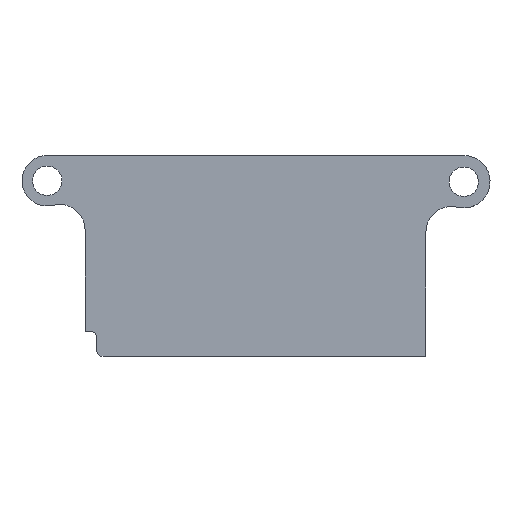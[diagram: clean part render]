
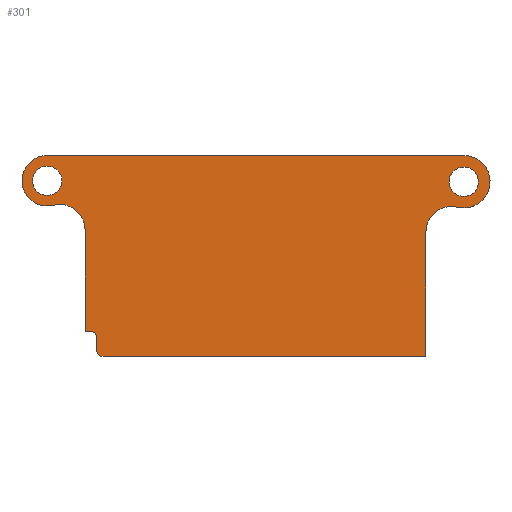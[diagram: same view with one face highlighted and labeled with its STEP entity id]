
A CAD part, top view. The second image highlights one B-rep face of the part: STEP entity #301.
In plain terms, the highlighted planar face has unit normal (0, 0, 1).
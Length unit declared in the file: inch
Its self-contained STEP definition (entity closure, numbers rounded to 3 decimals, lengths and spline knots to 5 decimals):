
#21=PLANE('',#335);
#27=LINE('',#452,#51);
#30=LINE('',#458,#54);
#35=LINE('',#476,#59);
#40=LINE('',#494,#64);
#43=LINE('',#500,#67);
#46=LINE('',#509,#70);
#51=VECTOR('',#363,1.60057);
#54=VECTOR('',#368,0.61845);
#59=VECTOR('',#387,2.06492);
#64=VECTOR('',#406,0.50487);
#67=VECTOR('',#411,0.02685);
#70=VECTOR('',#422,0.06124);
#73=FACE_BOUND('',#110,.T.);
#74=FACE_BOUND('',#111,.T.);
#91=FACE_OUTER_BOUND('',#109,.T.);
#109=EDGE_LOOP('',(#251,#252,#253,#254,#255,#256,#257,#258,#259,#260,#261,
#262));
#110=EDGE_LOOP('',(#263));
#111=EDGE_LOOP('',(#264));
#116=CIRCLE('',#307,0.073);
#118=CIRCLE('',#310,0.073);
#120=CIRCLE('',#313,0.03125);
#122=CIRCLE('',#318,0.125);
#124=CIRCLE('',#321,0.13);
#126=CIRCLE('',#325,0.125);
#128=CIRCLE('',#328,0.125);
#130=CIRCLE('',#333,0.03125);
#132=VERTEX_POINT('',#431);
#134=VERTEX_POINT('',#436);
#137=VERTEX_POINT('',#442);
#138=VERTEX_POINT('',#444);
#140=VERTEX_POINT('',#450);
#142=VERTEX_POINT('',#456);
#144=VERTEX_POINT('',#462);
#146=VERTEX_POINT('',#468);
#148=VERTEX_POINT('',#474);
#150=VERTEX_POINT('',#480);
#152=VERTEX_POINT('',#486);
#154=VERTEX_POINT('',#492);
#156=VERTEX_POINT('',#498);
#158=VERTEX_POINT('',#504);
#160=EDGE_CURVE('',#132,#132,#116,.T.);
#162=EDGE_CURVE('',#134,#134,#118,.T.);
#165=EDGE_CURVE('',#137,#138,#120,.T.);
#169=EDGE_CURVE('',#140,#137,#27,.T.);
#172=EDGE_CURVE('',#142,#140,#30,.T.);
#175=EDGE_CURVE('',#144,#142,#122,.T.);
#178=EDGE_CURVE('',#146,#144,#124,.T.);
#181=EDGE_CURVE('',#148,#146,#35,.T.);
#184=EDGE_CURVE('',#150,#148,#126,.T.);
#187=EDGE_CURVE('',#152,#150,#128,.T.);
#190=EDGE_CURVE('',#154,#152,#40,.T.);
#193=EDGE_CURVE('',#156,#154,#43,.T.);
#196=EDGE_CURVE('',#158,#156,#130,.T.);
#198=EDGE_CURVE('',#138,#158,#46,.T.);
#251=ORIENTED_EDGE('',*,*,#181,.F.);
#252=ORIENTED_EDGE('',*,*,#184,.F.);
#253=ORIENTED_EDGE('',*,*,#187,.F.);
#254=ORIENTED_EDGE('',*,*,#190,.F.);
#255=ORIENTED_EDGE('',*,*,#193,.F.);
#256=ORIENTED_EDGE('',*,*,#196,.F.);
#257=ORIENTED_EDGE('',*,*,#198,.F.);
#258=ORIENTED_EDGE('',*,*,#165,.F.);
#259=ORIENTED_EDGE('',*,*,#169,.F.);
#260=ORIENTED_EDGE('',*,*,#172,.F.);
#261=ORIENTED_EDGE('',*,*,#175,.F.);
#262=ORIENTED_EDGE('',*,*,#178,.F.);
#263=ORIENTED_EDGE('',*,*,#160,.T.);
#264=ORIENTED_EDGE('',*,*,#162,.T.);
#301=ADVANCED_FACE('',(#91,#73,#74),#21,.T.);
#307=AXIS2_PLACEMENT_3D('',#432,#343,#344);
#310=AXIS2_PLACEMENT_3D('',#437,#349,#350);
#313=AXIS2_PLACEMENT_3D('',#445,#356,#357);
#318=AXIS2_PLACEMENT_3D('',#464,#374,#375);
#321=AXIS2_PLACEMENT_3D('',#470,#381,#382);
#325=AXIS2_PLACEMENT_3D('',#482,#393,#394);
#328=AXIS2_PLACEMENT_3D('',#488,#400,#401);
#333=AXIS2_PLACEMENT_3D('',#506,#417,#418);
#335=AXIS2_PLACEMENT_3D('',#510,#423,#424);
#343=DIRECTION('center_axis',(0.,0.,-1.));
#344=DIRECTION('ref_axis',(-1.,0.,0.));
#349=DIRECTION('center_axis',(0.,0.,-1.));
#350=DIRECTION('ref_axis',(-1.,0.,0.));
#356=DIRECTION('center_axis',(0.,0.,-1.));
#357=DIRECTION('ref_axis',(1.,0.,0.));
#363=DIRECTION('',(-1.,0.,0.));
#368=DIRECTION('',(0.,-1.,0.));
#374=DIRECTION('center_axis',(0.,0.,1.));
#375=DIRECTION('ref_axis',(0.245,0.969,0.));
#381=DIRECTION('center_axis',(0.,0.,-1.));
#382=DIRECTION('ref_axis',(0.245,0.969,0.));
#387=DIRECTION('',(1.,0.,0.));
#393=DIRECTION('center_axis',(0.,0.,-1.));
#394=DIRECTION('ref_axis',(0.,-1.,0.));
#400=DIRECTION('center_axis',(0.,0.,1.));
#401=DIRECTION('ref_axis',(1.,0.,0.));
#406=DIRECTION('',(0.,1.,0.));
#411=DIRECTION('',(-1.,0.,0.));
#417=DIRECTION('center_axis',(0.,0.,1.));
#418=DIRECTION('ref_axis',(1.,0.,0.));
#422=DIRECTION('',(0.,1.,0.));
#423=DIRECTION('center_axis',(0.,0.,1.));
#424=DIRECTION('ref_axis',(1.,0.,0.));
#431=CARTESIAN_POINT('',(1.41331,2.95912,0.));
#432=CARTESIAN_POINT('Origin',(1.34031,2.95912,0.));
#436=CARTESIAN_POINT('',(3.47823,2.95412,0.));
#437=CARTESIAN_POINT('Origin',(3.40523,2.95412,0.));
#442=CARTESIAN_POINT('',(1.61716,2.08845,0.));
#444=CARTESIAN_POINT('',(1.58591,2.1197,0.));
#445=CARTESIAN_POINT('Origin',(1.61716,2.1197,0.));
#450=CARTESIAN_POINT('',(3.21773,2.08845,0.));
#452=CARTESIAN_POINT('',(3.21773,2.08845,0.));
#456=CARTESIAN_POINT('',(3.21773,2.7069,0.));
#458=CARTESIAN_POINT('',(3.21773,2.7069,0.));
#462=CARTESIAN_POINT('',(3.37337,2.82809,0.));
#464=CARTESIAN_POINT('Origin',(3.34273,2.7069,0.));
#468=CARTESIAN_POINT('',(3.40523,3.08412,0.));
#470=CARTESIAN_POINT('Origin',(3.40523,2.95412,0.));
#474=CARTESIAN_POINT('',(1.34031,3.08412,0.));
#476=CARTESIAN_POINT('',(1.34031,3.08412,0.));
#480=CARTESIAN_POINT('',(1.37156,2.83809,0.));
#482=CARTESIAN_POINT('Origin',(1.34031,2.95912,0.));
#486=CARTESIAN_POINT('',(1.52781,2.71706,0.));
#488=CARTESIAN_POINT('Origin',(1.40281,2.71706,0.));
#492=CARTESIAN_POINT('',(1.52781,2.21219,0.));
#494=CARTESIAN_POINT('',(1.52781,2.21219,0.));
#498=CARTESIAN_POINT('',(1.55466,2.21219,0.));
#500=CARTESIAN_POINT('',(1.55466,2.21219,0.));
#504=CARTESIAN_POINT('',(1.58591,2.18094,0.));
#506=CARTESIAN_POINT('Origin',(1.55466,2.18094,0.));
#509=CARTESIAN_POINT('',(1.58591,2.1197,0.));
#510=CARTESIAN_POINT('Origin',(2.38171,2.6352,0.));
